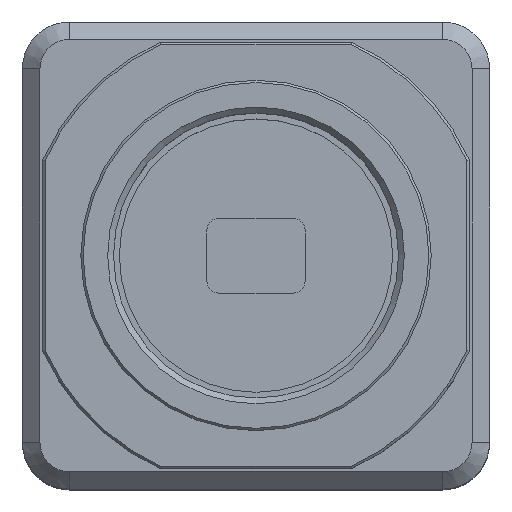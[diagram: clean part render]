
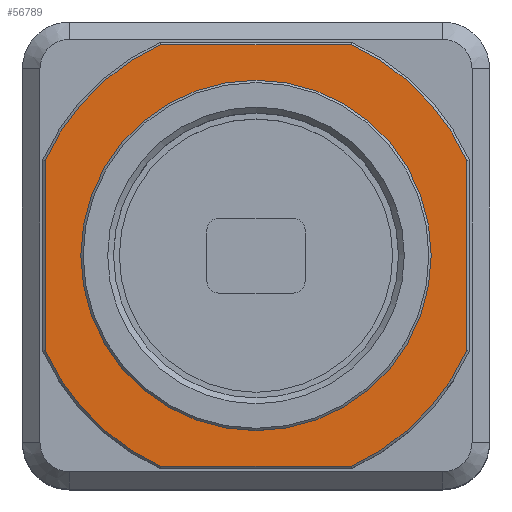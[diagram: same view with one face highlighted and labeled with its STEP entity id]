
A CAD part, top view. The second image highlights one B-rep face of the part: STEP entity #56789.
In plain terms, the highlighted planar face has unit normal (0, 0, 1).
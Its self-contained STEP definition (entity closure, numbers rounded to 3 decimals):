
#221 = ORIENTED_EDGE ( 'NONE', *, *, #54160, .T. ) ;
#4332 = CIRCLE ( 'NONE', #34654, 19.8 ) ;
#5446 = DIRECTION ( 'NONE',  ( 0., 0., 1. ) ) ;
#6016 = EDGE_LOOP ( 'NONE', ( #21553 ) ) ;
#6962 = LINE ( 'NONE', #44519, #45222 ) ;
#9203 = ORIENTED_EDGE ( 'NONE', *, *, #62760, .T. ) ;
#11371 = CARTESIAN_POINT ( 'NONE',  ( 0., 0., -1.5 ) ) ;
#11903 = ORIENTED_EDGE ( 'NONE', *, *, #72536, .T. ) ;
#12197 = VERTEX_POINT ( 'NONE', #69468 ) ;
#12612 = CARTESIAN_POINT ( 'NONE',  ( 0., 18.05, -1.5 ) ) ;
#14248 = ORIENTED_EDGE ( 'NONE', *, *, #41813, .T. ) ;
#14613 = CARTESIAN_POINT ( 'NONE',  ( 0., 0., -1.5 ) ) ;
#14978 = FACE_BOUND ( 'NONE', #6016, .T. ) ;
#18205 = AXIS2_PLACEMENT_3D ( 'NONE', #42929, #41793, #60271 ) ;
#18904 = DIRECTION ( 'NONE',  ( -1., 0., 0. ) ) ;
#19080 = VERTEX_POINT ( 'NONE', #21994 ) ;
#20516 = LINE ( 'NONE', #44633, #32185 ) ;
#20952 = DIRECTION ( 'NONE',  ( 1., 0., 0. ) ) ;
#21489 = AXIS2_PLACEMENT_3D ( 'NONE', #48539, #5446, #30340 ) ;
#21553 = ORIENTED_EDGE ( 'NONE', *, *, #52225, .F. ) ;
#21994 = CARTESIAN_POINT ( 'NONE',  ( -8.139, -18.05, -1.5 ) ) ;
#23572 = CARTESIAN_POINT ( 'NONE',  ( 15., 0., -1.5 ) ) ;
#24483 = CIRCLE ( 'NONE', #18205, 19.8 ) ;
#26165 = VERTEX_POINT ( 'NONE', #75584 ) ;
#27196 = CARTESIAN_POINT ( 'NONE',  ( -18.05, -8.139, -1.5 ) ) ;
#30186 = CARTESIAN_POINT ( 'NONE',  ( 0., 0., -1.5 ) ) ;
#30340 = DIRECTION ( 'NONE',  ( 1., 0., 0. ) ) ;
#30705 = DIRECTION ( 'NONE',  ( 0., -1., 0. ) ) ;
#32185 = VECTOR ( 'NONE', #56872, 1000. ) ;
#32511 = VERTEX_POINT ( 'NONE', #38817 ) ;
#32779 = FACE_OUTER_BOUND ( 'NONE', #49164, .T. ) ;
#33179 = PLANE ( 'NONE',  #21489 ) ;
#34654 = AXIS2_PLACEMENT_3D ( 'NONE', #11371, #61809, #50402 ) ;
#34959 = DIRECTION ( 'NONE',  ( 1., 0., 0. ) ) ;
#35839 = ORIENTED_EDGE ( 'NONE', *, *, #42822, .T. ) ;
#35845 = ORIENTED_EDGE ( 'NONE', *, *, #65742, .T. ) ;
#37144 = LINE ( 'NONE', #12612, #43182 ) ;
#38773 = ORIENTED_EDGE ( 'NONE', *, *, #42595, .T. ) ;
#38778 = DIRECTION ( 'NONE',  ( 0., 0., 1. ) ) ;
#38817 = CARTESIAN_POINT ( 'NONE',  ( -8.139, 18.05, -1.5 ) ) ;
#41793 = DIRECTION ( 'NONE',  ( 0., 0., 1. ) ) ;
#41813 = EDGE_CURVE ( 'NONE', #19080, #41908, #49300, .T. ) ;
#41908 = VERTEX_POINT ( 'NONE', #71692 ) ;
#42595 = EDGE_CURVE ( 'NONE', #41908, #12197, #24483, .T. ) ;
#42822 = EDGE_CURVE ( 'NONE', #32511, #42918, #65843, .T. ) ;
#42918 = VERTEX_POINT ( 'NONE', #60378 ) ;
#42929 = CARTESIAN_POINT ( 'NONE',  ( 0., 0., -1.5 ) ) ;
#43182 = VECTOR ( 'NONE', #18904, 1000. ) ;
#44519 = CARTESIAN_POINT ( 'NONE',  ( -18.05, 0., -1.5 ) ) ;
#44633 = CARTESIAN_POINT ( 'NONE',  ( 18.05, 0., -1.5 ) ) ;
#45222 = VECTOR ( 'NONE', #30705, 1000. ) ;
#47464 = DIRECTION ( 'NONE',  ( 0., 0., 1. ) ) ;
#48539 = CARTESIAN_POINT ( 'NONE',  ( 0., 0., -1.5 ) ) ;
#49164 = EDGE_LOOP ( 'NONE', ( #14248, #38773, #11903, #221, #35845, #35839, #9203, #68642 ) ) ;
#49300 = LINE ( 'NONE', #54815, #74607 ) ;
#50402 = DIRECTION ( 'NONE',  ( 1., 0., 0. ) ) ;
#51106 = VERTEX_POINT ( 'NONE', #27196 ) ;
#52225 = EDGE_CURVE ( 'NONE', #77727, #77727, #54107, .T. ) ;
#52547 = VERTEX_POINT ( 'NONE', #66486 ) ;
#54107 = CIRCLE ( 'NONE', #59073, 15. ) ;
#54160 = EDGE_CURVE ( 'NONE', #52547, #26165, #59351, .T. ) ;
#54502 = AXIS2_PLACEMENT_3D ( 'NONE', #14613, #38778, #20952 ) ;
#54815 = CARTESIAN_POINT ( 'NONE',  ( 0., -18.05, -1.5 ) ) ;
#56789 = ADVANCED_FACE ( 'NONE', ( #32779, #14978 ), #33179, .T. ) ;
#56872 = DIRECTION ( 'NONE',  ( 0., 1., 0. ) ) ;
#59073 = AXIS2_PLACEMENT_3D ( 'NONE', #59649, #47464, #65249 ) ;
#59351 = CIRCLE ( 'NONE', #69472, 19.8 ) ;
#59649 = CARTESIAN_POINT ( 'NONE',  ( 0., 0., -1.5 ) ) ;
#60271 = DIRECTION ( 'NONE',  ( 1., 0., 0. ) ) ;
#60378 = CARTESIAN_POINT ( 'NONE',  ( -18.05, 8.139, -1.5 ) ) ;
#61809 = DIRECTION ( 'NONE',  ( 0., 0., 1. ) ) ;
#62760 = EDGE_CURVE ( 'NONE', #42918, #51106, #6962, .T. ) ;
#65035 = DIRECTION ( 'NONE',  ( 0., 0., 1. ) ) ;
#65249 = DIRECTION ( 'NONE',  ( 1., 0., 0. ) ) ;
#65742 = EDGE_CURVE ( 'NONE', #26165, #32511, #37144, .T. ) ;
#65843 = CIRCLE ( 'NONE', #54502, 19.8 ) ;
#66285 = DIRECTION ( 'NONE',  ( 1., 0., 0. ) ) ;
#66486 = CARTESIAN_POINT ( 'NONE',  ( 18.05, 8.139, -1.5 ) ) ;
#68642 = ORIENTED_EDGE ( 'NONE', *, *, #72720, .T. ) ;
#69468 = CARTESIAN_POINT ( 'NONE',  ( 18.05, -8.139, -1.5 ) ) ;
#69472 = AXIS2_PLACEMENT_3D ( 'NONE', #30186, #65035, #34959 ) ;
#71692 = CARTESIAN_POINT ( 'NONE',  ( 8.139, -18.05, -1.5 ) ) ;
#72536 = EDGE_CURVE ( 'NONE', #12197, #52547, #20516, .T. ) ;
#72720 = EDGE_CURVE ( 'NONE', #51106, #19080, #4332, .T. ) ;
#74607 = VECTOR ( 'NONE', #66285, 1000. ) ;
#75584 = CARTESIAN_POINT ( 'NONE',  ( 8.139, 18.05, -1.5 ) ) ;
#77727 = VERTEX_POINT ( 'NONE', #23572 ) ;
